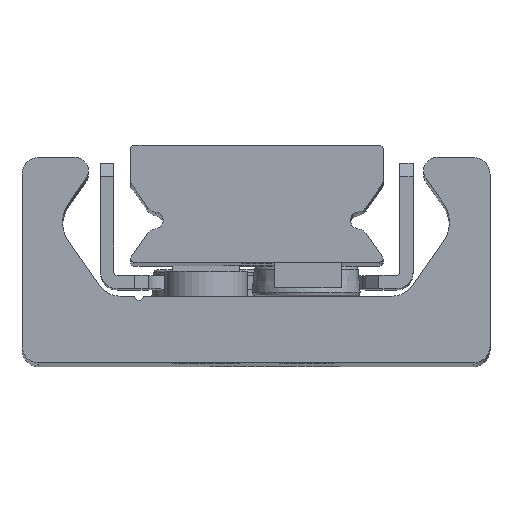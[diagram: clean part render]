
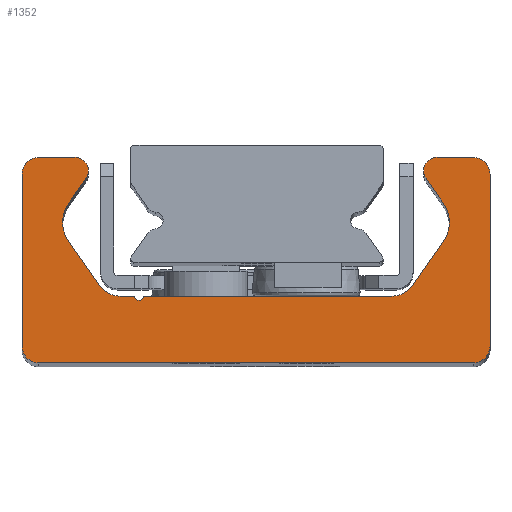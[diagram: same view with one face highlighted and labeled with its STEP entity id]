
A CAD part, top view. The second image highlights one B-rep face of the part: STEP entity #1352.
In plain terms, the highlighted planar face has unit normal (0, 0, 1).
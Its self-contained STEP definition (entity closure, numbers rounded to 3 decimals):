
#488=CARTESIAN_POINT('',(7.0,0.0,130.0));
#489=VERTEX_POINT('',#488);
#490=CARTESIAN_POINT('',(6.,1.0,130.0));
#491=VERTEX_POINT('',#490);
#492=CARTESIAN_POINT('',(7.0,1.0,130.0));
#493=DIRECTION('',(0.0,0.0,-1.0));
#494=DIRECTION('',(-1.0,0.0,0.0));
#495=AXIS2_PLACEMENT_3D('',#492,#493,#494);
#496=CIRCLE('',#495,1.0);
#497=EDGE_CURVE('',#489,#491,#496,.T.);
#530=CARTESIAN_POINT('',(6.,11.3,130.0));
#531=VERTEX_POINT('',#530);
#532=CARTESIAN_POINT('',(6.,1.0,130.0));
#533=DIRECTION('',(0.0,1.0,0.0));
#534=VECTOR('',#533,10.3);
#535=LINE('',#532,#534);
#536=EDGE_CURVE('',#491,#531,#535,.T.);
#561=CARTESIAN_POINT('',(7.0,12.3,130.0));
#562=VERTEX_POINT('',#561);
#563=CARTESIAN_POINT('',(7.0,11.3,130.0));
#564=DIRECTION('',(0.0,0.0,-1.0));
#565=DIRECTION('',(0.0,1.0,0.0));
#566=AXIS2_PLACEMENT_3D('',#563,#564,#565);
#567=CIRCLE('',#566,1.);
#568=EDGE_CURVE('',#531,#562,#567,.T.);
#594=CARTESIAN_POINT('',(9.17,12.3,130.0));
#595=VERTEX_POINT('',#594);
#596=CARTESIAN_POINT('',(7.0,12.3,130.0));
#597=DIRECTION('',(1.0,0.0,0.0));
#598=VECTOR('',#597,2.17);
#599=LINE('',#596,#598);
#600=EDGE_CURVE('',#562,#595,#599,.T.);
#625=CARTESIAN_POINT('',(9.826,11.041,130.0));
#626=VERTEX_POINT('',#625);
#627=CARTESIAN_POINT('',(9.17,11.5,130.0));
#628=DIRECTION('',(0.0,0.0,-1.0));
#629=DIRECTION('',(0.819,-0.574,0.0));
#630=AXIS2_PLACEMENT_3D('',#627,#628,#629);
#631=CIRCLE('',#630,0.8);
#632=EDGE_CURVE('',#595,#626,#631,.T.);
#658=CARTESIAN_POINT('',(8.794,9.567,130.0));
#659=VERTEX_POINT('',#658);
#660=CARTESIAN_POINT('',(9.826,11.041,130.0));
#661=DIRECTION('',(-0.574,-0.819,0.0));
#662=VECTOR('',#661,1.799);
#663=LINE('',#660,#662);
#664=EDGE_CURVE('',#626,#659,#663,.T.);
#689=CARTESIAN_POINT('',(8.794,7.273,130.0));
#690=VERTEX_POINT('',#689);
#691=CARTESIAN_POINT('',(10.432,8.42,130.0));
#692=DIRECTION('',(0.0,0.0,1.0));
#693=DIRECTION('',(0.819,-0.574,0.0));
#694=AXIS2_PLACEMENT_3D('',#691,#692,#693);
#695=CIRCLE('',#694,2.0);
#696=EDGE_CURVE('',#659,#690,#695,.T.);
#722=CARTESIAN_POINT('',(10.637,4.64,130.0));
#723=VERTEX_POINT('',#722);
#724=CARTESIAN_POINT('',(8.794,7.273,130.0));
#725=DIRECTION('',(0.574,-0.819,0.0));
#726=VECTOR('',#725,3.215);
#727=LINE('',#724,#726);
#728=EDGE_CURVE('',#690,#723,#727,.T.);
#753=CARTESIAN_POINT('',(11.866,4.0,130.0));
#754=VERTEX_POINT('',#753);
#755=CARTESIAN_POINT('',(11.866,5.5,130.0));
#756=DIRECTION('',(0.0,0.0,1.0));
#757=DIRECTION('',(0.819,0.574,0.0));
#758=AXIS2_PLACEMENT_3D('',#755,#756,#757);
#759=CIRCLE('',#758,1.5);
#760=EDGE_CURVE('',#723,#754,#759,.T.);
#786=CARTESIAN_POINT('',(12.665,4.0,130.0));
#787=VERTEX_POINT('',#786);
#788=CARTESIAN_POINT('',(11.866,4.0,130.0));
#789=DIRECTION('',(1.0,0.0,0.0));
#790=VECTOR('',#789,0.798);
#791=LINE('',#788,#790);
#792=EDGE_CURVE('',#754,#787,#791,.T.);
#817=CARTESIAN_POINT('',(12.76,3.929,130.0));
#818=VERTEX_POINT('',#817);
#819=CARTESIAN_POINT('',(12.665,3.9,130.0));
#820=DIRECTION('',(0.0,0.0,-1.0));
#821=DIRECTION('',(0.958,0.286,0.0));
#822=AXIS2_PLACEMENT_3D('',#819,#820,#821);
#823=CIRCLE('',#822,0.1);
#824=EDGE_CURVE('',#787,#818,#823,.T.);
#850=CARTESIAN_POINT('',(13.24,3.929,130.0));
#851=VERTEX_POINT('',#850);
#852=CARTESIAN_POINT('',(13.,4.0,130.0));
#853=DIRECTION('',(0.0,0.0,1.));
#854=DIRECTION('',(0.958,0.286,0.0));
#855=AXIS2_PLACEMENT_3D('',#852,#853,#854);
#856=CIRCLE('',#855,0.25);
#857=EDGE_CURVE('',#818,#851,#856,.T.);
#883=CARTESIAN_POINT('',(13.335,4.0,130.0));
#884=VERTEX_POINT('',#883);
#885=CARTESIAN_POINT('',(13.335,3.9,130.0));
#886=DIRECTION('',(0.0,0.0,-1.0));
#887=DIRECTION('',(0.0,1.0,0.0));
#888=AXIS2_PLACEMENT_3D('',#885,#886,#887);
#889=CIRCLE('',#888,0.1);
#890=EDGE_CURVE('',#851,#884,#889,.T.);
#916=CARTESIAN_POINT('',(28.134,4.,130.0));
#917=VERTEX_POINT('',#916);
#918=CARTESIAN_POINT('',(13.335,4.0,130.0));
#919=DIRECTION('',(1.0,0.0,0.0));
#920=VECTOR('',#919,14.798);
#921=LINE('',#918,#920);
#922=EDGE_CURVE('',#884,#917,#921,.T.);
#965=CARTESIAN_POINT('',(29.363,4.64,130.0));
#966=VERTEX_POINT('',#965);
#967=CARTESIAN_POINT('',(28.134,5.5,130.0));
#968=DIRECTION('',(0.0,0.0,1.0));
#969=DIRECTION('',(0.0,1.0,0.0));
#970=AXIS2_PLACEMENT_3D('',#967,#968,#969);
#971=CIRCLE('',#970,1.5);
#972=EDGE_CURVE('',#917,#966,#971,.T.);
#998=CARTESIAN_POINT('',(31.206,7.273,130.0));
#999=VERTEX_POINT('',#998);
#1000=CARTESIAN_POINT('',(29.363,4.64,130.0));
#1001=DIRECTION('',(0.574,0.819,0.0));
#1002=VECTOR('',#1001,3.215);
#1003=LINE('',#1000,#1002);
#1004=EDGE_CURVE('',#966,#999,#1003,.T.);
#1029=CARTESIAN_POINT('',(31.206,9.567,130.0));
#1030=VERTEX_POINT('',#1029);
#1031=CARTESIAN_POINT('',(29.568,8.42,130.0));
#1032=DIRECTION('',(0.0,0.0,1.));
#1033=DIRECTION('',(-0.819,0.574,0.0));
#1034=AXIS2_PLACEMENT_3D('',#1031,#1032,#1033);
#1035=CIRCLE('',#1034,2.0);
#1036=EDGE_CURVE('',#999,#1030,#1035,.T.);
#1062=CARTESIAN_POINT('',(30.174,11.041,130.0));
#1063=VERTEX_POINT('',#1062);
#1064=CARTESIAN_POINT('',(31.206,9.567,130.0));
#1065=DIRECTION('',(-0.574,0.819,0.0));
#1066=VECTOR('',#1065,1.799);
#1067=LINE('',#1064,#1066);
#1068=EDGE_CURVE('',#1030,#1063,#1067,.T.);
#1093=CARTESIAN_POINT('',(30.83,12.3,130.0));
#1094=VERTEX_POINT('',#1093);
#1095=CARTESIAN_POINT('',(30.83,11.5,130.0));
#1096=DIRECTION('',(0.0,0.0,-1.0));
#1097=DIRECTION('',(0.0,1.0,0.0));
#1098=AXIS2_PLACEMENT_3D('',#1095,#1096,#1097);
#1099=CIRCLE('',#1098,0.8);
#1100=EDGE_CURVE('',#1063,#1094,#1099,.T.);
#1126=CARTESIAN_POINT('',(33.0,12.3,130.0));
#1127=VERTEX_POINT('',#1126);
#1128=CARTESIAN_POINT('',(30.83,12.3,130.0));
#1129=DIRECTION('',(1.0,0.0,0.0));
#1130=VECTOR('',#1129,2.17);
#1131=LINE('',#1128,#1130);
#1132=EDGE_CURVE('',#1094,#1127,#1131,.T.);
#1157=CARTESIAN_POINT('',(34.0,11.3,130.0));
#1158=VERTEX_POINT('',#1157);
#1159=CARTESIAN_POINT('',(33.0,11.3,130.0));
#1160=DIRECTION('',(0.0,0.0,-1.0));
#1161=DIRECTION('',(1.0,0.0,0.0));
#1162=AXIS2_PLACEMENT_3D('',#1159,#1160,#1161);
#1163=CIRCLE('',#1162,1.);
#1164=EDGE_CURVE('',#1127,#1158,#1163,.T.);
#1190=CARTESIAN_POINT('',(34.0,1.0,130.0));
#1191=VERTEX_POINT('',#1190);
#1192=CARTESIAN_POINT('',(34.0,11.3,130.0));
#1193=DIRECTION('',(0.0,-1.0,0.0));
#1194=VECTOR('',#1193,10.3);
#1195=LINE('',#1192,#1194);
#1196=EDGE_CURVE('',#1158,#1191,#1195,.T.);
#1221=CARTESIAN_POINT('',(33.0,0.0,130.0));
#1222=VERTEX_POINT('',#1221);
#1223=CARTESIAN_POINT('',(33.0,1.0,130.0));
#1224=DIRECTION('',(0.0,0.0,-1.0));
#1225=DIRECTION('',(0.0,-1.0,0.0));
#1226=AXIS2_PLACEMENT_3D('',#1223,#1224,#1225);
#1227=CIRCLE('',#1226,1.0);
#1228=EDGE_CURVE('',#1191,#1222,#1227,.T.);
#1254=CARTESIAN_POINT('',(33.0,0.0,130.0));
#1255=DIRECTION('',(-1.0,0.0,0.0));
#1256=VECTOR('',#1255,26.0);
#1257=LINE('',#1254,#1256);
#1258=EDGE_CURVE('',#1222,#489,#1257,.T.);
#1321=CARTESIAN_POINT('',(19.983,4.783,130.0));
#1322=DIRECTION('',(0.0,0.0,1.0));
#1323=DIRECTION('',(1.0,0.0,0.0));
#1324=AXIS2_PLACEMENT_3D('',#1321,#1322,#1323);
#1325=PLANE('',#1324);
#1326=ORIENTED_EDGE('',*,*,#497,.F.);
#1327=ORIENTED_EDGE('',*,*,#1258,.F.);
#1328=ORIENTED_EDGE('',*,*,#1228,.F.);
#1329=ORIENTED_EDGE('',*,*,#1196,.F.);
#1330=ORIENTED_EDGE('',*,*,#1164,.F.);
#1331=ORIENTED_EDGE('',*,*,#1132,.F.);
#1332=ORIENTED_EDGE('',*,*,#1100,.F.);
#1333=ORIENTED_EDGE('',*,*,#1068,.F.);
#1334=ORIENTED_EDGE('',*,*,#1036,.F.);
#1335=ORIENTED_EDGE('',*,*,#1004,.F.);
#1336=ORIENTED_EDGE('',*,*,#972,.F.);
#1337=ORIENTED_EDGE('',*,*,#922,.F.);
#1338=ORIENTED_EDGE('',*,*,#890,.F.);
#1339=ORIENTED_EDGE('',*,*,#857,.F.);
#1340=ORIENTED_EDGE('',*,*,#824,.F.);
#1341=ORIENTED_EDGE('',*,*,#792,.F.);
#1342=ORIENTED_EDGE('',*,*,#760,.F.);
#1343=ORIENTED_EDGE('',*,*,#728,.F.);
#1344=ORIENTED_EDGE('',*,*,#696,.F.);
#1345=ORIENTED_EDGE('',*,*,#664,.F.);
#1346=ORIENTED_EDGE('',*,*,#632,.F.);
#1347=ORIENTED_EDGE('',*,*,#600,.F.);
#1348=ORIENTED_EDGE('',*,*,#568,.F.);
#1349=ORIENTED_EDGE('',*,*,#536,.F.);
#1350=EDGE_LOOP('',(#1326,#1327,#1328,#1329,#1330,#1331,#1332,#1333,#1334,#1335,#1336,#1337,#1338,#1339,#1340,#1341,#1342,#1343,#1344,#1345,#1346,#1347,#1348,#1349));
#1351=FACE_OUTER_BOUND('',#1350,.T.);
#1352=ADVANCED_FACE('',(#1351),#1325,.T.);
